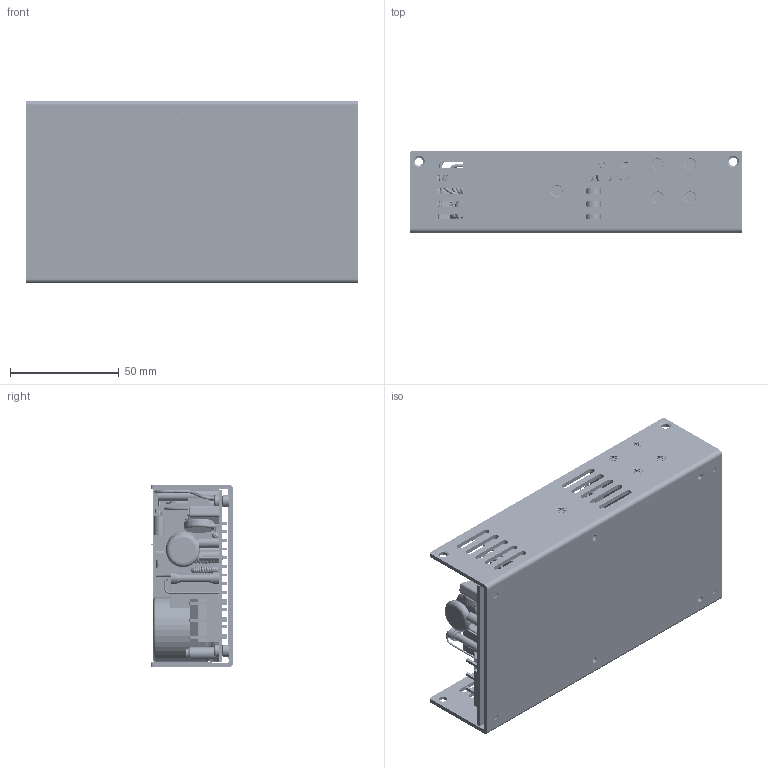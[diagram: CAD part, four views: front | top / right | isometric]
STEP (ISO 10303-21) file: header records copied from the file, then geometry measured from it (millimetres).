
FILE_DESCRIPTION((''),'2;1');
FILE_NAME('MPI-810H_ASM','2017-08-24T',('Abe'),(''),'PRO/ENGINEER BY PARAMETRIC TECHNOLOGY CORPORATION, 2011080','PRO/ENGINEER BY PARAMETRIC TECHNOLOGY CORPORATION, 2011080','');
FILE_SCHEMA(('CONFIG_CONTROL_DESIGN'));
Length unit declared in the file: millimetre
Products named in the file (64): 831-810D; PCB; MYLAR; PCB_SCREW; CONNECTOR_OUTPUT; CONNECTOR_INPUT; HEAT-SINK_S; C5-MYLAR; C5; C1; T1; R4; PCB-1; DB1; C19; C16; C23; PCB-1_MYLAR; D2; SILICONE; D5; SCREW_HEATSINK; NUT; SCREW_HEATSINK-1; L2; L3; L4; VR1; R17; W1; C25; C24; IC2; L5; C12; R2; D2_SCREW; D5_SCREW; R13; C13 ...
Assembly tree (105 placements, depth 2):
  MPI-810H_ASM
    831-810D
    PCB
    MYLAR
    PCB_SCREW  x4
    CONNECTOR_OUTPUT
    CONNECTOR_INPUT
    HEAT-SINK_S
    C5-MYLAR
    C5
    C1
    T1
    R4
    PCB-1
    DB1
    C19  x4
    C16  x2
    C23  x4
    PCB-1_MYLAR
    D2  x2
    SILICONE
    D5
    SCREW_HEATSINK  x5
    NUT
    SCREW_HEATSINK-1
    L2
    L3
    L4
    VR1
    R17  x12
    W1  x3
    C25
    C24  x2
    IC2
    L5
    C12  x3
    R2  x5
    D2_SCREW
    D5_SCREW
    R13
    C13
    C8  x5
    DZ1
    C26
    C4
    L7  x2
    F1
    R1  x2
    C2
    C3
    L1
    R2A
    VA1
    TT
    1
    C111
    IC1  x2
    IC3
    T_L
    LTIC
Bounding box: 152.5 x 37.8 x 83.8 mm (x, y, z)
Volume: 171019.5 mm3; surface area: 186790.7 mm2
Topology: 127 solids, 135 shells, 3389 faces, 8015 edges, 4961 vertices
Faces by surface type: plane 1638, cylinder 928, torus 404, bspline 213, cone 108, sphere 72, extrusion 18, revolution 8
Entity records: 107347 total; most frequent: CARTESIAN_POINT 51134, ORIENTED_EDGE 11326, DIRECTION 11323, EDGE_CURVE 5683, AXIS2_PLACEMENT_3D 3843, VECTOR 3629, LINE 3611, VERTEX_POINT 3588
